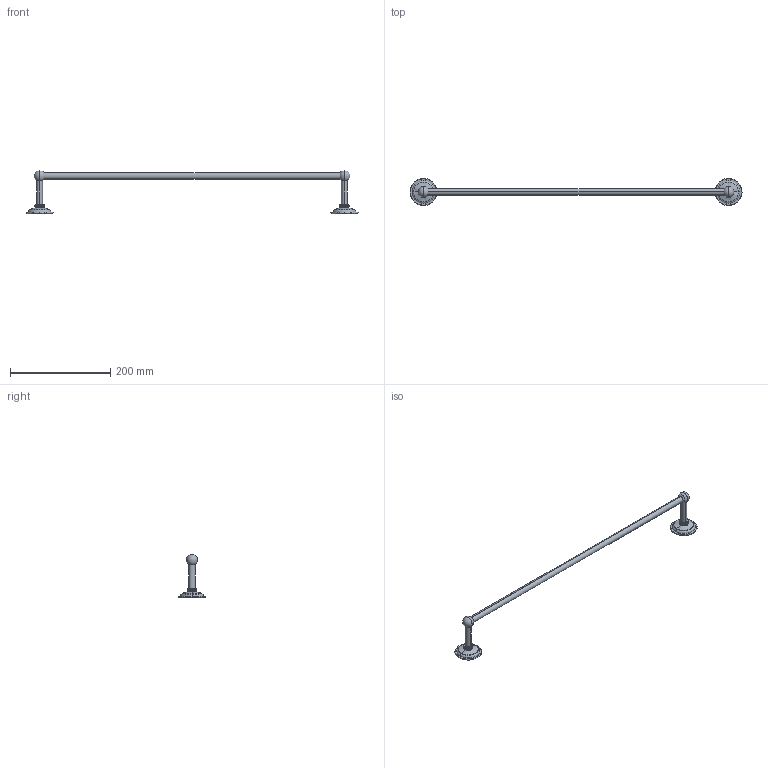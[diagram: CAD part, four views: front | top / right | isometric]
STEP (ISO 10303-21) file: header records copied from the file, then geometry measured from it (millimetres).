
FILE_DESCRIPTION((''),'2;1');
FILE_NAME('1600-1250','2025-04-21T18:18:44',('SwamiS'),(''),'CREO PARAMETRIC BY PTC INC, 2023134','CREO PARAMETRIC BY PTC INC, 2023134','');
FILE_SCHEMA(('CONFIG_CONTROL_DESIGN'));
Length unit declared in the file: inch
Products named in the file (1): 1600-1250
Bounding box: 663.23 x 54 x 86 mm (x, y, z)
Volume: 72619.1 mm3; surface area: 64890.9 mm2
Topology: 3 solids, 3 shells, 548 faces, 936 edges, 396 vertices
Faces by surface type: plane 332, bspline 164, cylinder 32, torus 8, cone 8, sphere 4
Entity records: 16244 total; most frequent: CARTESIAN_POINT 7256, ORIENTED_EDGE 1856, DIRECTION 1784, EDGE_CURVE 928, AXIS2_PLACEMENT_3D 792, EDGE_LOOP 560, FACE_OUTER_BOUND 548, ADVANCED_FACE 548
